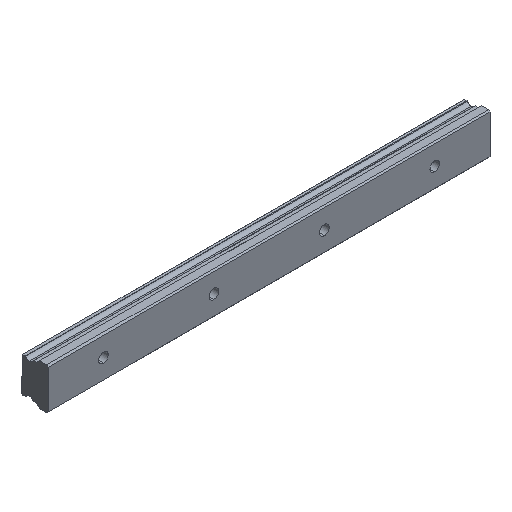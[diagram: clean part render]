
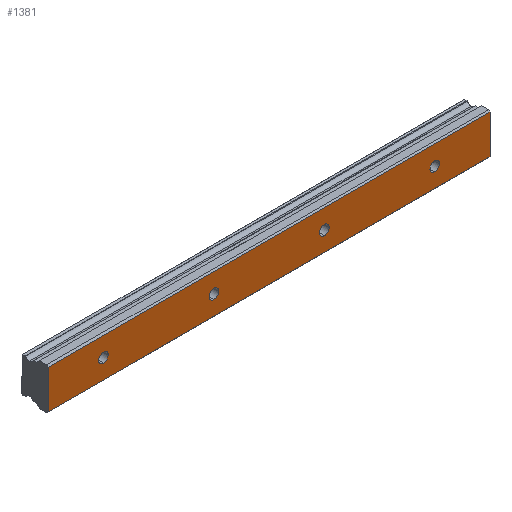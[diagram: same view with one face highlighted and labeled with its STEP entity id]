
A CAD part, isometric view. The second image highlights one B-rep face of the part: STEP entity #1381.
In plain terms, the highlighted planar face has unit normal (0, -1, 0).
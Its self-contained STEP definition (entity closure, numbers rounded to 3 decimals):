
#19 = LINE ( 'NONE', #1261, #983 ) ;
#25 = VERTEX_POINT ( 'NONE', #220 ) ;
#26 = VERTEX_POINT ( 'NONE', #783 ) ;
#51 = CARTESIAN_POINT ( 'NONE',  ( 80., 0., 0. ) ) ;
#72 = EDGE_LOOP ( 'NONE', ( #432, #643 ) ) ;
#82 = CIRCLE ( 'NONE', #105, 1.75 ) ;
#105 = AXIS2_PLACEMENT_3D ( 'NONE', #326, #117, #994 ) ;
#109 = CIRCLE ( 'NONE', #1283, 1.75 ) ;
#117 = DIRECTION ( 'NONE',  ( 0., -1., 0. ) ) ;
#118 = CARTESIAN_POINT ( 'NONE',  ( 120., 0., 0. ) ) ;
#119 = DIRECTION ( 'NONE',  ( 0., 0., 1. ) ) ;
#125 = AXIS2_PLACEMENT_3D ( 'NONE', #1226, #347, #119 ) ;
#127 = EDGE_CURVE ( 'NONE', #537, #1297, #1330, .T. ) ;
#159 = DIRECTION ( 'NONE',  ( 0., 0., 1. ) ) ;
#163 = DIRECTION ( 'NONE',  ( 0., 0., 1. ) ) ;
#168 = LINE ( 'NONE', #585, #1024 ) ;
#179 = DIRECTION ( 'NONE',  ( 0., 0., 1. ) ) ;
#216 = EDGE_CURVE ( 'NONE', #611, #1081, #682, .T. ) ;
#220 = CARTESIAN_POINT ( 'NONE',  ( 0., 0., 1.75 ) ) ;
#240 = CIRCLE ( 'NONE', #647, 1.75 ) ;
#244 = CARTESIAN_POINT ( 'NONE',  ( 40., 0., -1.75 ) ) ;
#247 = EDGE_CURVE ( 'NONE', #1184, #1406, #109, .T. ) ;
#273 = CARTESIAN_POINT ( 'NONE',  ( 140., 0., 7. ) ) ;
#285 = AXIS2_PLACEMENT_3D ( 'NONE', #936, #477, #179 ) ;
#313 = AXIS2_PLACEMENT_3D ( 'NONE', #1422, #1204, #653 ) ;
#326 = CARTESIAN_POINT ( 'NONE',  ( 0., 0., 0. ) ) ;
#347 = DIRECTION ( 'NONE',  ( 0., -1., 0. ) ) ;
#370 = CARTESIAN_POINT ( 'NONE',  ( 80., 0., 1.75 ) ) ;
#373 = CARTESIAN_POINT ( 'NONE',  ( 0., 0., -1.75 ) ) ;
#402 = CIRCLE ( 'NONE', #1227, 1.75 ) ;
#405 = CARTESIAN_POINT ( 'NONE',  ( 120., 0., 0. ) ) ;
#409 = LINE ( 'NONE', #832, #790 ) ;
#419 = ORIENTED_EDGE ( 'NONE', *, *, #497, .F. ) ;
#432 = ORIENTED_EDGE ( 'NONE', *, *, #127, .F. ) ;
#451 = AXIS2_PLACEMENT_3D ( 'NONE', #118, #555, #995 ) ;
#453 = EDGE_LOOP ( 'NONE', ( #599, #1411, #738, #496 ) ) ;
#465 = CARTESIAN_POINT ( 'NONE',  ( 120., 0., 1.75 ) ) ;
#477 = DIRECTION ( 'NONE',  ( 0., 1., 0. ) ) ;
#489 = DIRECTION ( 'NONE',  ( 0., -1., 0. ) ) ;
#490 = DIRECTION ( 'NONE',  ( 0., -1., 0. ) ) ;
#496 = ORIENTED_EDGE ( 'NONE', *, *, #216, .F. ) ;
#497 = EDGE_CURVE ( 'NONE', #522, #26, #1303, .T. ) ;
#516 = EDGE_LOOP ( 'NONE', ( #1198, #419 ) ) ;
#522 = VERTEX_POINT ( 'NONE', #244 ) ;
#535 = CIRCLE ( 'NONE', #125, 1.75 ) ;
#537 = VERTEX_POINT ( 'NONE', #465 ) ;
#555 = DIRECTION ( 'NONE',  ( 0., -1., 0. ) ) ;
#585 = CARTESIAN_POINT ( 'NONE',  ( 140., 0., 7. ) ) ;
#593 = EDGE_CURVE ( 'NONE', #1406, #1184, #818, .T. ) ;
#599 = ORIENTED_EDGE ( 'NONE', *, *, #958, .F. ) ;
#603 = DIRECTION ( 'NONE',  ( 0., 0., 1. ) ) ;
#611 = VERTEX_POINT ( 'NONE', #1152 ) ;
#615 = DIRECTION ( 'NONE',  ( 0., 0., 1. ) ) ;
#629 = VERTEX_POINT ( 'NONE', #273 ) ;
#643 = ORIENTED_EDGE ( 'NONE', *, *, #1140, .F. ) ;
#647 = AXIS2_PLACEMENT_3D ( 'NONE', #736, #1169, #163 ) ;
#653 = DIRECTION ( 'NONE',  ( 0., 0., 1. ) ) ;
#656 = ORIENTED_EDGE ( 'NONE', *, *, #1112, .F. ) ;
#659 = EDGE_CURVE ( 'NONE', #629, #972, #409, .T. ) ;
#682 = LINE ( 'NONE', #1153, #913 ) ;
#692 = CARTESIAN_POINT ( 'NONE',  ( 140., 0., -7. ) ) ;
#708 = FACE_BOUND ( 'NONE', #941, .T. ) ;
#721 = FACE_OUTER_BOUND ( 'NONE', #453, .T. ) ;
#736 = CARTESIAN_POINT ( 'NONE',  ( 0., 0., 0. ) ) ;
#738 = ORIENTED_EDGE ( 'NONE', *, *, #1347, .F. ) ;
#783 = CARTESIAN_POINT ( 'NONE',  ( 40., 0., 1.75 ) ) ;
#790 = VECTOR ( 'NONE', #1067, 1000. ) ;
#818 = CIRCLE ( 'NONE', #978, 1.75 ) ;
#828 = ORIENTED_EDGE ( 'NONE', *, *, #247, .F. ) ;
#832 = CARTESIAN_POINT ( 'NONE',  ( 140., 0., 7. ) ) ;
#880 = EDGE_CURVE ( 'NONE', #25, #993, #82, .T. ) ;
#899 = DIRECTION ( 'NONE',  ( -1., 0., 0. ) ) ;
#913 = VECTOR ( 'NONE', #159, 1000. ) ;
#934 = DIRECTION ( 'NONE',  ( 0., 0., 1. ) ) ;
#936 = CARTESIAN_POINT ( 'NONE',  ( 140., 0., 7. ) ) ;
#941 = EDGE_LOOP ( 'NONE', ( #1127, #656 ) ) ;
#953 = CARTESIAN_POINT ( 'NONE',  ( -20., 0., 7. ) ) ;
#958 = EDGE_CURVE ( 'NONE', #972, #611, #19, .T. ) ;
#972 = VERTEX_POINT ( 'NONE', #692 ) ;
#978 = AXIS2_PLACEMENT_3D ( 'NONE', #51, #489, #603 ) ;
#983 = VECTOR ( 'NONE', #899, 1000. ) ;
#993 = VERTEX_POINT ( 'NONE', #373 ) ;
#994 = DIRECTION ( 'NONE',  ( 0., 0., 1. ) ) ;
#995 = DIRECTION ( 'NONE',  ( 0., 0., 1. ) ) ;
#1009 = CARTESIAN_POINT ( 'NONE',  ( 120., 0., -1.75 ) ) ;
#1024 = VECTOR ( 'NONE', #1148, 1000. ) ;
#1036 = EDGE_LOOP ( 'NONE', ( #1076, #828 ) ) ;
#1067 = DIRECTION ( 'NONE',  ( 0., 0., -1. ) ) ;
#1076 = ORIENTED_EDGE ( 'NONE', *, *, #593, .F. ) ;
#1079 = CARTESIAN_POINT ( 'NONE',  ( 80., 0., -1.75 ) ) ;
#1081 = VERTEX_POINT ( 'NONE', #953 ) ;
#1112 = EDGE_CURVE ( 'NONE', #993, #25, #240, .T. ) ;
#1127 = ORIENTED_EDGE ( 'NONE', *, *, #880, .F. ) ;
#1140 = EDGE_CURVE ( 'NONE', #1297, #537, #402, .T. ) ;
#1148 = DIRECTION ( 'NONE',  ( 1., 0., 0. ) ) ;
#1152 = CARTESIAN_POINT ( 'NONE',  ( -20., 0., -7. ) ) ;
#1153 = CARTESIAN_POINT ( 'NONE',  ( -20., 0., 7. ) ) ;
#1154 = FACE_BOUND ( 'NONE', #516, .T. ) ;
#1165 = FACE_BOUND ( 'NONE', #1036, .T. ) ;
#1169 = DIRECTION ( 'NONE',  ( 0., -1., 0. ) ) ;
#1184 = VERTEX_POINT ( 'NONE', #1079 ) ;
#1196 = EDGE_CURVE ( 'NONE', #26, #522, #535, .T. ) ;
#1198 = ORIENTED_EDGE ( 'NONE', *, *, #1196, .F. ) ;
#1204 = DIRECTION ( 'NONE',  ( 0., -1., 0. ) ) ;
#1226 = CARTESIAN_POINT ( 'NONE',  ( 40., 0., 0. ) ) ;
#1227 = AXIS2_PLACEMENT_3D ( 'NONE', #405, #1378, #615 ) ;
#1261 = CARTESIAN_POINT ( 'NONE',  ( 140., 0., -7. ) ) ;
#1283 = AXIS2_PLACEMENT_3D ( 'NONE', #1382, #490, #934 ) ;
#1297 = VERTEX_POINT ( 'NONE', #1009 ) ;
#1303 = CIRCLE ( 'NONE', #313, 1.75 ) ;
#1330 = CIRCLE ( 'NONE', #451, 1.75 ) ;
#1347 = EDGE_CURVE ( 'NONE', #1081, #629, #168, .T. ) ;
#1362 = FACE_BOUND ( 'NONE', #72, .T. ) ;
#1368 = PLANE ( 'NONE',  #285 ) ;
#1378 = DIRECTION ( 'NONE',  ( 0., -1., 0. ) ) ;
#1381 = ADVANCED_FACE ( 'NONE', ( #721, #708, #1362, #1165, #1154 ), #1368, .F. ) ;
#1382 = CARTESIAN_POINT ( 'NONE',  ( 80., 0., 0. ) ) ;
#1406 = VERTEX_POINT ( 'NONE', #370 ) ;
#1411 = ORIENTED_EDGE ( 'NONE', *, *, #659, .F. ) ;
#1422 = CARTESIAN_POINT ( 'NONE',  ( 40., 0., 0. ) ) ;
